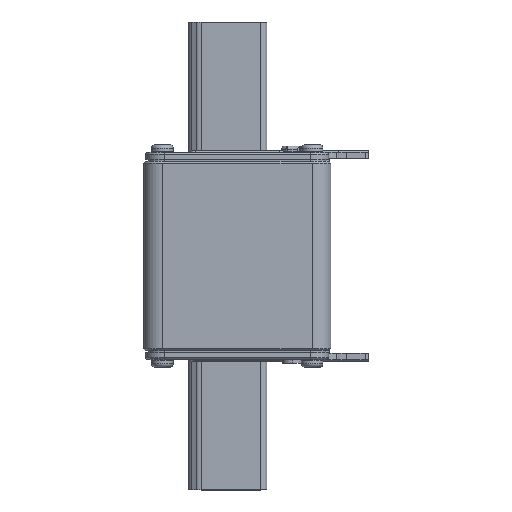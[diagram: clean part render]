
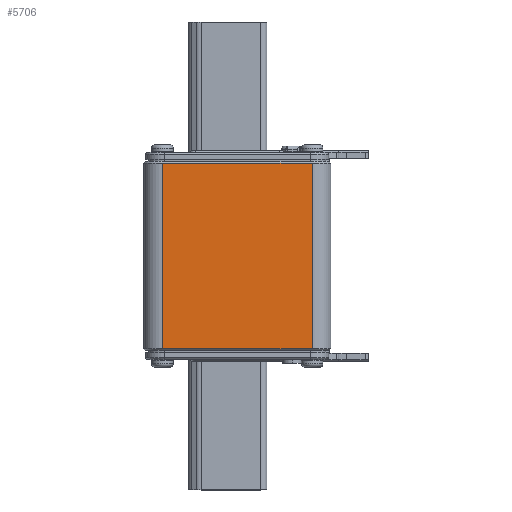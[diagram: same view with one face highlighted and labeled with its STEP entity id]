
A CAD part, top view. The second image highlights one B-rep face of the part: STEP entity #5706.
In plain terms, the highlighted planar face has unit normal (0, 0, 1).
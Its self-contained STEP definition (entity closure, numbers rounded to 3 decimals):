
#191 = CARTESIAN_POINT ( 'NONE',  ( -24., -30.25, 26.5 ) ) ;
#506 = CARTESIAN_POINT ( 'NONE',  ( 24., 29.75, 26.5 ) ) ;
#2055 = VERTEX_POINT ( 'NONE', #5077 ) ;
#2406 = LINE ( 'NONE', #9313, #22004 ) ;
#3597 = CARTESIAN_POINT ( 'NONE',  ( -30., -30.25, 26.5 ) ) ;
#5077 = CARTESIAN_POINT ( 'NONE',  ( -24., -29.75, 26.5 ) ) ;
#5269 = VECTOR ( 'NONE', #16609, 1000. ) ;
#5488 = DIRECTION ( 'NONE',  ( 0., 1., 0. ) ) ;
#5653 = CARTESIAN_POINT ( 'NONE',  ( 24., -29.75, 26.5 ) ) ;
#5706 = ADVANCED_FACE ( 'NONE', ( #18253 ), #10460, .F. ) ;
#5801 = DIRECTION ( 'NONE',  ( 0., 0., -1. ) ) ;
#6091 = EDGE_CURVE ( 'NONE', #24751, #16986, #2406, .T. ) ;
#6096 = AXIS2_PLACEMENT_3D ( 'NONE', #3597, #5801, #10090 ) ;
#7231 = ORIENTED_EDGE ( 'NONE', *, *, #6091, .T. ) ;
#8470 = ORIENTED_EDGE ( 'NONE', *, *, #9436, .T. ) ;
#9313 = CARTESIAN_POINT ( 'NONE',  ( 24., -30.25, 26.5 ) ) ;
#9436 = EDGE_CURVE ( 'NONE', #16986, #14408, #12431, .T. ) ;
#10090 = DIRECTION ( 'NONE',  ( 1., 0., 0. ) ) ;
#10460 = PLANE ( 'NONE',  #6096 ) ;
#12431 = LINE ( 'NONE', #21076, #22585 ) ;
#14408 = VERTEX_POINT ( 'NONE', #20665 ) ;
#15059 = DIRECTION ( 'NONE',  ( 0., -1., 0. ) ) ;
#16588 = ORIENTED_EDGE ( 'NONE', *, *, #25665, .T. ) ;
#16609 = DIRECTION ( 'NONE',  ( 1., 0., 0. ) ) ;
#16632 = EDGE_CURVE ( 'NONE', #2055, #24751, #26172, .T. ) ;
#16889 = CARTESIAN_POINT ( 'NONE',  ( 24., -29.75, 26.5 ) ) ;
#16986 = VERTEX_POINT ( 'NONE', #506 ) ;
#17030 = ORIENTED_EDGE ( 'NONE', *, *, #16632, .T. ) ;
#17950 = VECTOR ( 'NONE', #15059, 1000. ) ;
#18253 = FACE_OUTER_BOUND ( 'NONE', #24418, .T. ) ;
#20665 = CARTESIAN_POINT ( 'NONE',  ( -24., 29.75, 26.5 ) ) ;
#21076 = CARTESIAN_POINT ( 'NONE',  ( -30., 29.75, 26.5 ) ) ;
#22004 = VECTOR ( 'NONE', #5488, 1000. ) ;
#22585 = VECTOR ( 'NONE', #27615, 1000. ) ;
#24400 = LINE ( 'NONE', #191, #17950 ) ;
#24418 = EDGE_LOOP ( 'NONE', ( #7231, #8470, #16588, #17030 ) ) ;
#24751 = VERTEX_POINT ( 'NONE', #5653 ) ;
#25665 = EDGE_CURVE ( 'NONE', #14408, #2055, #24400, .T. ) ;
#26172 = LINE ( 'NONE', #16889, #5269 ) ;
#27615 = DIRECTION ( 'NONE',  ( -1., 0., 0. ) ) ;
